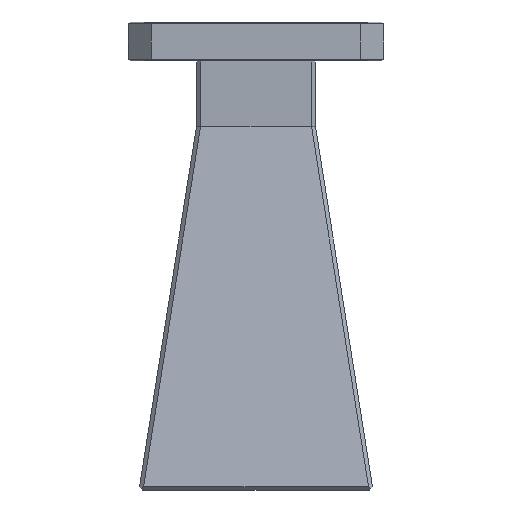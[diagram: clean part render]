
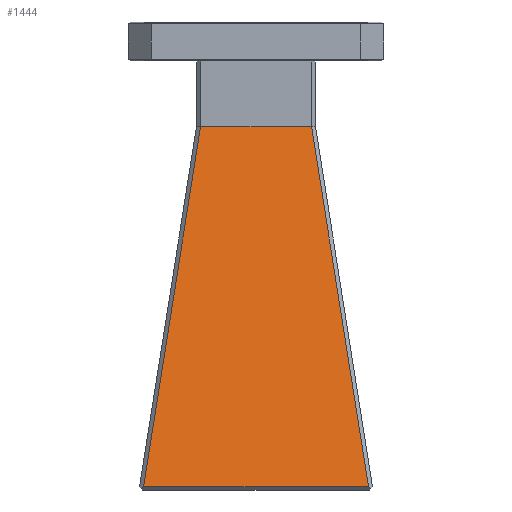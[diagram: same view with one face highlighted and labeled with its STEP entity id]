
A CAD part, left-side view. The second image highlights one B-rep face of the part: STEP entity #1444.
In plain terms, the highlighted planar face has unit normal (-0.988, 0, 0.156).
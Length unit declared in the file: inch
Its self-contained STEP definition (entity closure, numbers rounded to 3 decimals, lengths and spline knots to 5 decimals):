
#28 = EDGE_LOOP ( 'NONE', ( #689, #70, #937, #285 ) ) ;
#70 = ORIENTED_EDGE ( 'NONE', *, *, #91, .T. ) ;
#91 = EDGE_CURVE ( 'NONE', #816, #1085, #145, .T. ) ;
#118 = CARTESIAN_POINT ( 'NONE',  ( -0.57183, -0.55159, 0.17789 ) ) ;
#123 = PLANE ( 'NONE',  #361 ) ;
#145 = LINE ( 'NONE', #118, #935 ) ;
#176 = CARTESIAN_POINT ( 'NONE',  ( -0.59727, -0.57702, 0.01727 ) ) ;
#281 = CARTESIAN_POINT ( 'NONE',  ( -0.59727, 0.57651, 0.01727 ) ) ;
#285 = ORIENTED_EDGE ( 'NONE', *, *, #703, .T. ) ;
#361 = AXIS2_PLACEMENT_3D ( 'NONE', #936, #1060, #1190 ) ;
#443 = DIRECTION ( 'NONE',  ( 0., -1., 0. ) ) ;
#454 = CARTESIAN_POINT ( 'NONE',  ( -0.305, -0.305, 1.863 ) ) ;
#462 = LINE ( 'NONE', #454, #1377 ) ;
#527 = FACE_OUTER_BOUND ( 'NONE', #28, .T. ) ;
#604 = CARTESIAN_POINT ( 'NONE',  ( -0.59727, -0.6, 0.01727 ) ) ;
#631 = EDGE_CURVE ( 'NONE', #866, #816, #737, .T. ) ;
#689 = ORIENTED_EDGE ( 'NONE', *, *, #631, .T. ) ;
#703 = EDGE_CURVE ( 'NONE', #1500, #866, #1485, .T. ) ;
#737 = LINE ( 'NONE', #604, #1068 ) ;
#816 = VERTEX_POINT ( 'NONE', #176 ) ;
#826 = CARTESIAN_POINT ( 'NONE',  ( -0.305, 0.28424, 1.863 ) ) ;
#866 = VERTEX_POINT ( 'NONE', #281 ) ;
#899 = VECTOR ( 'NONE', #1622, 39.37008 ) ;
#916 = CARTESIAN_POINT ( 'NONE',  ( -0.57184, 0.55109, 0.17781 ) ) ;
#935 = VECTOR ( 'NONE', #1075, 39.37008 ) ;
#936 = CARTESIAN_POINT ( 'NONE',  ( -0.58532, 0., 0.09268 ) ) ;
#937 = ORIENTED_EDGE ( 'NONE', *, *, #1575, .F. ) ;
#1060 = DIRECTION ( 'NONE',  ( -0.988, 0., 0.156 ) ) ;
#1068 = VECTOR ( 'NONE', #1269, 39.37008 ) ;
#1075 = DIRECTION ( 'NONE',  ( 0.155, 0.155, 0.976 ) ) ;
#1085 = VERTEX_POINT ( 'NONE', #1726 ) ;
#1190 = DIRECTION ( 'NONE',  ( 0., 1., 0. ) ) ;
#1269 = DIRECTION ( 'NONE',  ( 0., -1., 0. ) ) ;
#1377 = VECTOR ( 'NONE', #443, 39.37008 ) ;
#1444 = ADVANCED_FACE ( 'NONE', ( #527 ), #123, .T. ) ;
#1485 = LINE ( 'NONE', #916, #899 ) ;
#1500 = VERTEX_POINT ( 'NONE', #826 ) ;
#1575 = EDGE_CURVE ( 'NONE', #1500, #1085, #462, .T. ) ;
#1622 = DIRECTION ( 'NONE',  ( -0.155, 0.155, -0.976 ) ) ;
#1726 = CARTESIAN_POINT ( 'NONE',  ( -0.305, -0.28476, 1.863 ) ) ;
